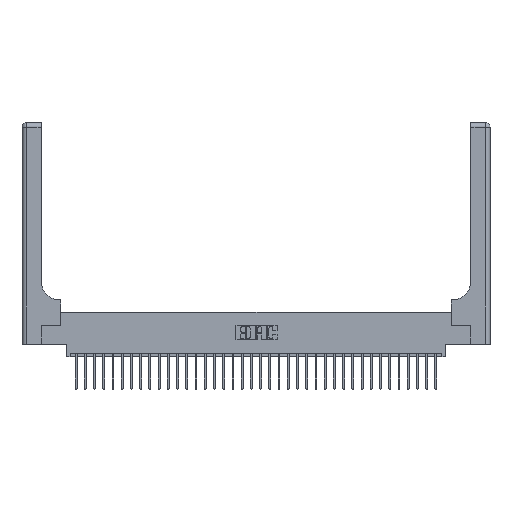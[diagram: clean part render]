
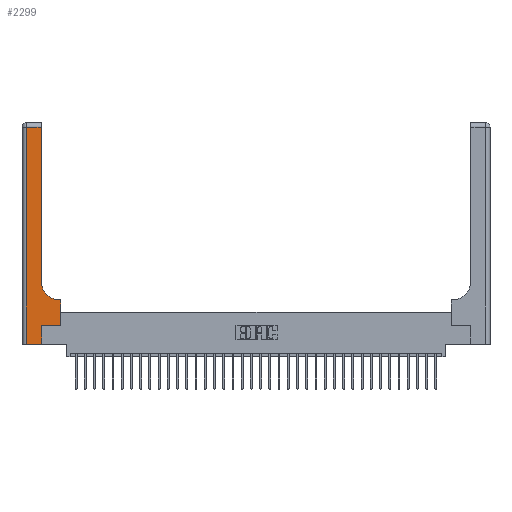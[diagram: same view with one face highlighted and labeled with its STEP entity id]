
A CAD part, top view. The second image highlights one B-rep face of the part: STEP entity #2299.
In plain terms, the highlighted planar face has unit normal (0, 0, 1).
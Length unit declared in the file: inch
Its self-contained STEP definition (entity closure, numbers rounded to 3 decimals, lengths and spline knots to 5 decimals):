
#96 = VERTEX_POINT ( 'NONE', #315 ) ;
#315 = CARTESIAN_POINT ( 'NONE',  ( 0.265, 0., 0.37 ) ) ;
#383 = ORIENTED_EDGE ( 'NONE', *, *, #22369, .T. ) ;
#793 = ORIENTED_EDGE ( 'NONE', *, *, #16143, .T. ) ;
#1042 = CARTESIAN_POINT ( 'NONE',  ( 0.51, 0.85, 0.37 ) ) ;
#1272 = VERTEX_POINT ( 'NONE', #5051 ) ;
#2299 = ADVANCED_FACE ( 'NONE', ( #12977 ), #29768, .F. ) ;
#2987 = VERTEX_POINT ( 'NONE', #20265 ) ;
#3169 = LINE ( 'NONE', #11687, #19731 ) ;
#3379 = DIRECTION ( 'NONE',  ( 0., 1., 0. ) ) ;
#3536 = DIRECTION ( 'NONE',  ( 1., 0., 0. ) ) ;
#3655 = CARTESIAN_POINT ( 'NONE',  ( 0.528, 0.25, 0.37 ) ) ;
#3813 = LINE ( 'NONE', #15705, #23408 ) ;
#5051 = CARTESIAN_POINT ( 'NONE',  ( 0.26, 2.94, 0.37 ) ) ;
#5153 = AXIS2_PLACEMENT_3D ( 'NONE', #1042, #18304, #3536 ) ;
#5817 = CARTESIAN_POINT ( 'NONE',  ( 0.26, 0.6, 0.37 ) ) ;
#6633 = ORIENTED_EDGE ( 'NONE', *, *, #9664, .T. ) ;
#7920 = DIRECTION ( 'NONE',  ( 0., 0., -1. ) ) ;
#8181 = EDGE_CURVE ( 'NONE', #10975, #1272, #20210, .T. ) ;
#8433 = DIRECTION ( 'NONE',  ( -1., 0., 0. ) ) ;
#9664 = EDGE_CURVE ( 'NONE', #18971, #17412, #17848, .T. ) ;
#10345 = CARTESIAN_POINT ( 'NONE',  ( 0.265, 0.25, 0.37 ) ) ;
#10745 = CARTESIAN_POINT ( 'NONE',  ( 0.51, 0.6, 0.37 ) ) ;
#10975 = VERTEX_POINT ( 'NONE', #18573 ) ;
#10992 = CARTESIAN_POINT ( 'NONE',  ( 0., 0., 0.37 ) ) ;
#11351 = VERTEX_POINT ( 'NONE', #10345 ) ;
#11365 = VECTOR ( 'NONE', #20842, 39.37008 ) ;
#11686 = ORIENTED_EDGE ( 'NONE', *, *, #27110, .T. ) ;
#11687 = CARTESIAN_POINT ( 'NONE',  ( 0.06, 3., 0.37 ) ) ;
#12265 = DIRECTION ( 'NONE',  ( -1., 0., 0. ) ) ;
#12977 = FACE_OUTER_BOUND ( 'NONE', #16132, .T. ) ;
#13157 = DIRECTION ( 'NONE',  ( 1., 0., 0. ) ) ;
#13427 = CARTESIAN_POINT ( 'NONE',  ( 0.06, 0., 0.37 ) ) ;
#13781 = ORIENTED_EDGE ( 'NONE', *, *, #26223, .T. ) ;
#13806 = EDGE_CURVE ( 'NONE', #2987, #28454, #3169, .T. ) ;
#14966 = ORIENTED_EDGE ( 'NONE', *, *, #8181, .T. ) ;
#15149 = ORIENTED_EDGE ( 'NONE', *, *, #25408, .T. ) ;
#15614 = DIRECTION ( 'NONE',  ( 0., 1., 0. ) ) ;
#15705 = CARTESIAN_POINT ( 'NONE',  ( 0.265, 0., 0.37 ) ) ;
#15962 = LINE ( 'NONE', #27732, #28898 ) ;
#16132 = EDGE_LOOP ( 'NONE', ( #14966, #13781, #22583, #383, #793, #11686, #6633, #15149, #22367 ) ) ;
#16143 = EDGE_CURVE ( 'NONE', #96, #11351, #3813, .T. ) ;
#17412 = VERTEX_POINT ( 'NONE', #29856 ) ;
#17848 = LINE ( 'NONE', #3655, #11365 ) ;
#18304 = DIRECTION ( 'NONE',  ( 0., 0., -1. ) ) ;
#18573 = CARTESIAN_POINT ( 'NONE',  ( 0.26, 0.85, 0.37 ) ) ;
#18971 = VERTEX_POINT ( 'NONE', #30616 ) ;
#19731 = VECTOR ( 'NONE', #31123, 39.37008 ) ;
#20186 = VECTOR ( 'NONE', #12265, 39.37008 ) ;
#20210 = LINE ( 'NONE', #27745, #26716 ) ;
#20265 = CARTESIAN_POINT ( 'NONE',  ( 0.06, 2.94, 0.37 ) ) ;
#20842 = DIRECTION ( 'NONE',  ( 0., 1., 0. ) ) ;
#22367 = ORIENTED_EDGE ( 'NONE', *, *, #26500, .T. ) ;
#22369 = EDGE_CURVE ( 'NONE', #28454, #96, #22373, .T. ) ;
#22373 = LINE ( 'NONE', #10992, #28092 ) ;
#22541 = CARTESIAN_POINT ( 'NONE',  ( 0., 3., 0.37 ) ) ;
#22583 = ORIENTED_EDGE ( 'NONE', *, *, #13806, .T. ) ;
#23249 = LINE ( 'NONE', #5817, #29696 ) ;
#23408 = VECTOR ( 'NONE', #3379, 39.37008 ) ;
#24393 = CARTESIAN_POINT ( 'NONE',  ( 0., 2.94, 0.37 ) ) ;
#25007 = DIRECTION ( 'NONE',  ( -1., 0., 0. ) ) ;
#25408 = EDGE_CURVE ( 'NONE', #17412, #28369, #23249, .T. ) ;
#25519 = CIRCLE ( 'NONE', #5153, 0.25 ) ;
#26223 = EDGE_CURVE ( 'NONE', #1272, #2987, #27443, .T. ) ;
#26500 = EDGE_CURVE ( 'NONE', #28369, #10975, #25519, .T. ) ;
#26537 = AXIS2_PLACEMENT_3D ( 'NONE', #22541, #7920, #25007 ) ;
#26716 = VECTOR ( 'NONE', #15614, 39.37008 ) ;
#27110 = EDGE_CURVE ( 'NONE', #11351, #18971, #15962, .T. ) ;
#27443 = LINE ( 'NONE', #24393, #20186 ) ;
#27732 = CARTESIAN_POINT ( 'NONE',  ( 0.265, 0.25, 0.37 ) ) ;
#27745 = CARTESIAN_POINT ( 'NONE',  ( 0.26, 3., 0.37 ) ) ;
#28092 = VECTOR ( 'NONE', #30450, 39.37008 ) ;
#28369 = VERTEX_POINT ( 'NONE', #10745 ) ;
#28454 = VERTEX_POINT ( 'NONE', #13427 ) ;
#28898 = VECTOR ( 'NONE', #13157, 39.37008 ) ;
#29696 = VECTOR ( 'NONE', #8433, 39.37008 ) ;
#29768 = PLANE ( 'NONE',  #26537 ) ;
#29856 = CARTESIAN_POINT ( 'NONE',  ( 0.528, 0.6, 0.37 ) ) ;
#30450 = DIRECTION ( 'NONE',  ( 1., 0., 0. ) ) ;
#30616 = CARTESIAN_POINT ( 'NONE',  ( 0.528, 0.25, 0.37 ) ) ;
#31123 = DIRECTION ( 'NONE',  ( 0., -1., 0. ) ) ;
